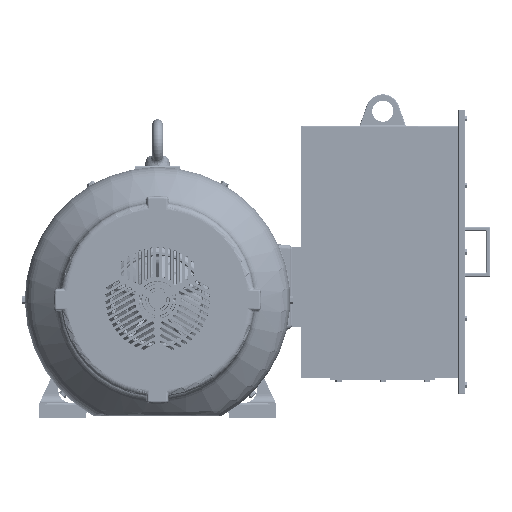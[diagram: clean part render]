
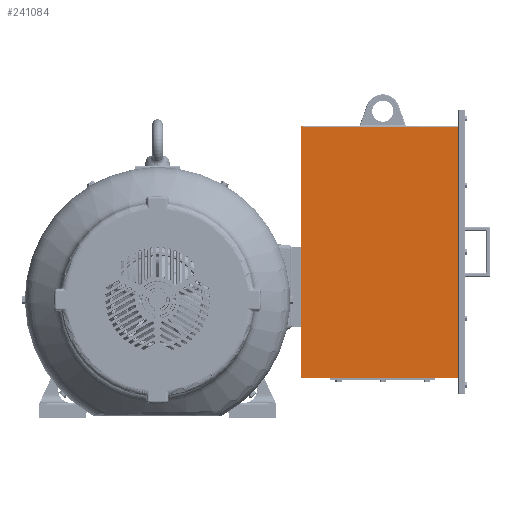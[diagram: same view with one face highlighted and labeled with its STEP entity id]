
A CAD part, front view. The second image highlights one B-rep face of the part: STEP entity #241084.
In plain terms, the highlighted planar face has unit normal (0, -1, 0).
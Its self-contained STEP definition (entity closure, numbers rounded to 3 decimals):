
#240992=CARTESIAN_POINT('Line Origine',(342.4,-181.9,412.4)) ;
#240996=CARTESIAN_POINT('Vertex',(344.,-181.9,412.4)) ;
#240998=CARTESIAN_POINT('Vertex',(340.8,-181.9,412.4)) ;
#241027=CARTESIAN_POINT('Axis2P3D Location',(720.8,-181.9,-185.)) ;
#241032=CARTESIAN_POINT('Line Origine',(530.8,-181.9,-185.)) ;
#241036=CARTESIAN_POINT('Vertex',(720.8,-181.9,-185.)) ;
#241038=CARTESIAN_POINT('Vertex',(340.8,-181.9,-185.)) ;
#241041=CARTESIAN_POINT('Line Origine',(720.8,-181.9,112.968)) ;
#241045=CARTESIAN_POINT('Vertex',(720.8,-181.9,410.936)) ;
#241049=CARTESIAN_POINT('Control Point',(720.8,-181.9,410.936)) ;
#241050=CARTESIAN_POINT('Control Point',(720.437,-181.9,410.726)) ;
#241051=CARTESIAN_POINT('Control Point',(720.047,-181.9,410.565)) ;
#241052=CARTESIAN_POINT('Control Point',(719.638,-181.9,410.455)) ;
#241053=CARTESIAN_POINT('Control Point',(719.219,-181.9,410.4)) ;
#241054=CARTESIAN_POINT('Control Point',(718.8,-181.9,410.4)) ;
#241055=CARTESIAN_POINT('Vertex',(718.8,-181.9,410.4)) ;
#241058=CARTESIAN_POINT('Line Origine',(531.4,-181.9,410.4)) ;
#241062=CARTESIAN_POINT('Vertex',(344.,-181.9,410.4)) ;
#241065=CARTESIAN_POINT('Line Origine',(344.,-181.9,411.4)) ;
#241070=CARTESIAN_POINT('Line Origine',(340.8,-181.9,113.7)) ;
#240993=DIRECTION('Vector Direction',(-1.,0.,0.)) ;
#241028=DIRECTION('Axis2P3D Direction',(0.,-1.,0.)) ;
#241029=DIRECTION('Axis2P3D XDirection',(0.,0.,1.)) ;
#241033=DIRECTION('Vector Direction',(-1.,0.,0.)) ;
#241042=DIRECTION('Vector Direction',(0.,0.,-1.)) ;
#241059=DIRECTION('Vector Direction',(-1.,0.,0.)) ;
#241066=DIRECTION('Vector Direction',(0.,0.,1.)) ;
#241071=DIRECTION('Vector Direction',(0.,0.,1.)) ;
#241030=AXIS2_PLACEMENT_3D('Plane Axis2P3D',#241027,#241028,#241029) ;
#241076=ORIENTED_EDGE('',*,*,#241040,.F.) ;
#241077=ORIENTED_EDGE('',*,*,#241047,.F.) ;
#241078=ORIENTED_EDGE('',*,*,#241057,.T.) ;
#241079=ORIENTED_EDGE('',*,*,#241064,.T.) ;
#241080=ORIENTED_EDGE('',*,*,#241069,.T.) ;
#241081=ORIENTED_EDGE('',*,*,#241000,.T.) ;
#241082=ORIENTED_EDGE('',*,*,#241074,.F.) ;
#240994=VECTOR('Line Direction',#240993,1.) ;
#241034=VECTOR('Line Direction',#241033,1.) ;
#241043=VECTOR('Line Direction',#241042,1.) ;
#241060=VECTOR('Line Direction',#241059,1.) ;
#241067=VECTOR('Line Direction',#241066,1.) ;
#241072=VECTOR('Line Direction',#241071,1.) ;
#241084=ADVANCED_FACE('Brep With Voids.1',(#241083),#241031,.T.) ;
#241048=B_SPLINE_CURVE_WITH_KNOTS('',5,(#241049,#241050,#241051,#241052,#241053,#241054),.UNSPECIFIED.,.F.,.U.,(6,6),(0.,2.97),.UNSPECIFIED.) ;
#241000=EDGE_CURVE('',#240997,#240999,#240995,.T.) ;
#241040=EDGE_CURVE('',#241037,#241039,#241035,.T.) ;
#241047=EDGE_CURVE('',#241046,#241037,#241044,.T.) ;
#241057=EDGE_CURVE('',#241046,#241056,#241048,.T.) ;
#241064=EDGE_CURVE('',#241056,#241063,#241061,.T.) ;
#241069=EDGE_CURVE('',#241063,#240997,#241068,.T.) ;
#241074=EDGE_CURVE('',#241039,#240999,#241073,.T.) ;
#241075=EDGE_LOOP('',(#241076,#241077,#241078,#241079,#241080,#241081,#241082)) ;
#241083=FACE_OUTER_BOUND('',#241075,.T.) ;
#240995=LINE('Line',#240992,#240994) ;
#241035=LINE('Line',#241032,#241034) ;
#241044=LINE('Line',#241041,#241043) ;
#241061=LINE('Line',#241058,#241060) ;
#241068=LINE('Line',#241065,#241067) ;
#241073=LINE('Line',#241070,#241072) ;
#241031=PLANE('Plane',#241030) ;
#240997=VERTEX_POINT('',#240996) ;
#240999=VERTEX_POINT('',#240998) ;
#241037=VERTEX_POINT('',#241036) ;
#241039=VERTEX_POINT('',#241038) ;
#241046=VERTEX_POINT('',#241045) ;
#241056=VERTEX_POINT('',#241055) ;
#241063=VERTEX_POINT('',#241062) ;
